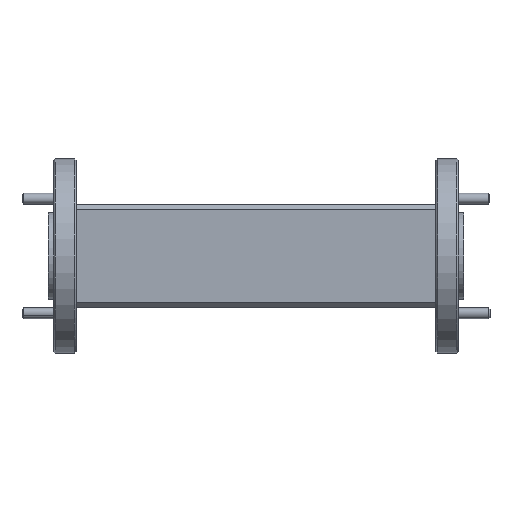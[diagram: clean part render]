
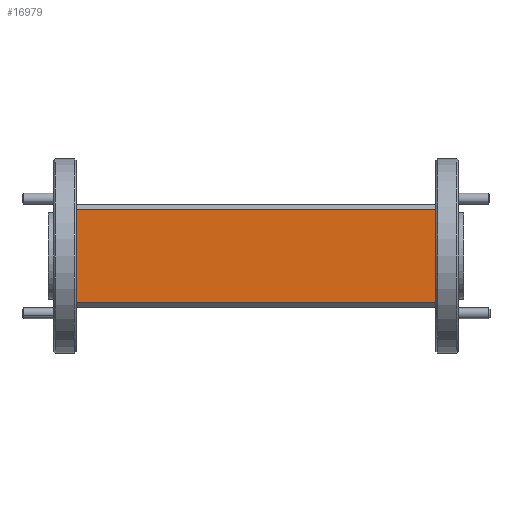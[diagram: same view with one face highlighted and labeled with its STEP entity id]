
A CAD part, front view. The second image highlights one B-rep face of the part: STEP entity #16979.
In plain terms, the highlighted planar face has unit normal (0, -1, 0).
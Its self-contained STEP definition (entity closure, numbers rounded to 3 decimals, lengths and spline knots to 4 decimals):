
#624 = CARTESIAN_POINT ( 'NONE',  ( -0.0954, 0.5206, 3.585 ) ) ;
#848 = CARTESIAN_POINT ( 'NONE',  ( 1.9846, 0.5206, 3.585 ) ) ;
#959 = DIRECTION ( 'NONE',  ( 0., 0., -1. ) ) ;
#1003 = VECTOR ( 'NONE', #30959, 39.3701 ) ;
#1429 = PLANE ( 'NONE',  #24106 ) ;
#1629 = ORIENTED_EDGE ( 'NONE', *, *, #9704, .T. ) ;
#1851 = DIRECTION ( 'NONE',  ( 0., 0., -1. ) ) ;
#2908 = LINE ( 'NONE', #20731, #26587 ) ;
#3988 = DIRECTION ( 'NONE',  ( 0., 1., 0. ) ) ;
#4376 = ORIENTED_EDGE ( 'NONE', *, *, #11444, .T. ) ;
#6409 = FACE_OUTER_BOUND ( 'NONE', #30656, .T. ) ;
#7112 = LINE ( 'NONE', #21229, #1003 ) ;
#9704 = EDGE_CURVE ( 'NONE', #21753, #15487, #2908, .T. ) ;
#10028 = ORIENTED_EDGE ( 'NONE', *, *, #19301, .T. ) ;
#11444 = EDGE_CURVE ( 'NONE', #15059, #21753, #13109, .T. ) ;
#13109 = LINE ( 'NONE', #624, #25349 ) ;
#14002 = CARTESIAN_POINT ( 'NONE',  ( 1.9846, 0.5206, 3.585 ) ) ;
#14535 = CARTESIAN_POINT ( 'NONE',  ( -0.0954, 0.5206, 3.2925 ) ) ;
#15059 = VERTEX_POINT ( 'NONE', #14535 ) ;
#15487 = VERTEX_POINT ( 'NONE', #21048 ) ;
#16979 = ADVANCED_FACE ( 'NONE', ( #6409 ), #1429, .F. ) ;
#17204 = VECTOR ( 'NONE', #959, 39.3701 ) ;
#19301 = EDGE_CURVE ( 'NONE', #27363, #15059, #7112, .T. ) ;
#20401 = DIRECTION ( 'NONE',  ( 1., 0., 0. ) ) ;
#20731 = CARTESIAN_POINT ( 'NONE',  ( 1.9846, 0.5206, 2.7525 ) ) ;
#20837 = ORIENTED_EDGE ( 'NONE', *, *, #26385, .F. ) ;
#21048 = CARTESIAN_POINT ( 'NONE',  ( 1.9846, 0.5206, 2.7525 ) ) ;
#21229 = CARTESIAN_POINT ( 'NONE',  ( 1.9846, 0.5206, 3.2925 ) ) ;
#21753 = VERTEX_POINT ( 'NONE', #29701 ) ;
#24106 = AXIS2_PLACEMENT_3D ( 'NONE', #14002, #3988, #1851 ) ;
#25349 = VECTOR ( 'NONE', #27004, 39.3701 ) ;
#26031 = LINE ( 'NONE', #848, #17204 ) ;
#26217 = CARTESIAN_POINT ( 'NONE',  ( 1.9846, 0.5206, 3.2925 ) ) ;
#26385 = EDGE_CURVE ( 'NONE', #27363, #15487, #26031, .T. ) ;
#26587 = VECTOR ( 'NONE', #20401, 39.3701 ) ;
#27004 = DIRECTION ( 'NONE',  ( 0., 0., -1. ) ) ;
#27363 = VERTEX_POINT ( 'NONE', #26217 ) ;
#29701 = CARTESIAN_POINT ( 'NONE',  ( -0.0954, 0.5206, 2.7525 ) ) ;
#30656 = EDGE_LOOP ( 'NONE', ( #4376, #1629, #20837, #10028 ) ) ;
#30959 = DIRECTION ( 'NONE',  ( -1., 0., 0. ) ) ;
